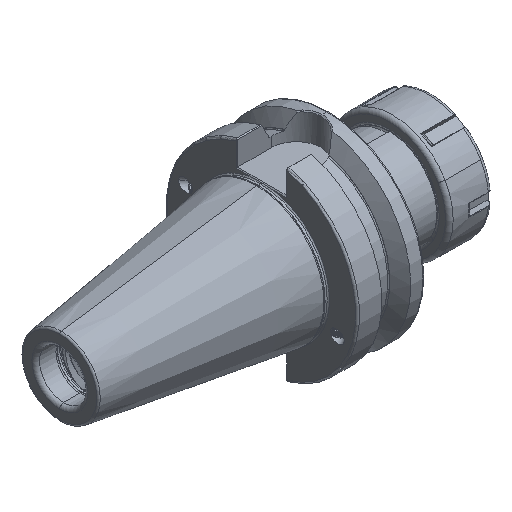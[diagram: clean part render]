
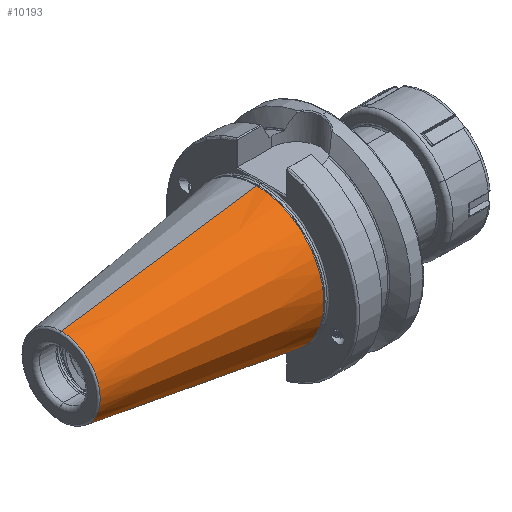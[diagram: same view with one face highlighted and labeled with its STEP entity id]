
A CAD part, isometric view. The second image highlights one B-rep face of the part: STEP entity #10193.
In plain terms, the highlighted conical face has half-angle 8.297 degrees and reference radius 34.998 mm.
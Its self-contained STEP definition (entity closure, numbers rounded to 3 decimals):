
#5719 = AXIS2_PLACEMENT_3D ( 'NONE', #9350, #9376, #9361 ) ;
#5889 = AXIS2_PLACEMENT_3D ( 'NONE', #6770, #6740, #6769 ) ;
#6740 = DIRECTION ( 'NONE',  ( 1., 0., 0. ) ) ;
#6769 = DIRECTION ( 'NONE',  ( 0., 0., -1. ) ) ;
#6770 = CARTESIAN_POINT ( 'NONE',  ( -2.5, 0., 0. ) ) ;
#8861 = DIRECTION ( 'NONE',  ( 0., 0., 1. ) ) ;
#8871 = CARTESIAN_POINT ( 'NONE',  ( -103.944, 0., 0. ) ) ;
#8872 = DIRECTION ( 'NONE',  ( -1., 0., 0. ) ) ;
#9350 = CARTESIAN_POINT ( 'NONE',  ( -2.5, 0., 0. ) ) ;
#9361 = DIRECTION ( 'NONE',  ( 0., 0., 1. ) ) ;
#9376 = DIRECTION ( 'NONE',  ( -1., 0., 0. ) ) ;
#10193 = ADVANCED_FACE ( 'NONE', ( #13347 ), #13385, .T. ) ;
#12223 = EDGE_CURVE ( 'NONE', #14547, #14470, #13532, .T. ) ;
#12332 = EDGE_CURVE ( 'NONE', #14557, #14479, #13680, .T. ) ;
#12505 = EDGE_CURVE ( 'NONE', #14479, #14470, #13803, .T. ) ;
#12576 = EDGE_CURVE ( 'NONE', #14557, #14547, #13865, .T. ) ;
#13347 = FACE_OUTER_BOUND ( 'NONE', #24375, .T. ) ;
#13385 = CONICAL_SURFACE ( 'NONE', #5889, 34.998, 0.145 ) ;
#13532 = LINE ( 'NONE', #15728, #13548 ) ;
#13548 = VECTOR ( 'NONE', #15743, 1000. ) ;
#13679 = VECTOR ( 'NONE', #15353, 1000. ) ;
#13680 = LINE ( 'NONE', #15358, #13679 ) ;
#13803 = CIRCLE ( 'NONE', #5719, 34.998 ) ;
#13865 = CIRCLE ( 'NONE', #16477, 20.204 ) ;
#14470 = VERTEX_POINT ( 'NONE', #16822 ) ;
#14479 = VERTEX_POINT ( 'NONE', #16799 ) ;
#14547 = VERTEX_POINT ( 'NONE', #16864 ) ;
#14557 = VERTEX_POINT ( 'NONE', #16846 ) ;
#15353 = DIRECTION ( 'NONE',  ( 0.99, 0., -0.144 ) ) ;
#15358 = CARTESIAN_POINT ( 'NONE',  ( -2.5, 0., -34.998 ) ) ;
#15728 = CARTESIAN_POINT ( 'NONE',  ( -2.5, 0., 34.998 ) ) ;
#15743 = DIRECTION ( 'NONE',  ( 0.99, 0., 0.144 ) ) ;
#16477 = AXIS2_PLACEMENT_3D ( 'NONE', #8871, #8872, #8861 ) ;
#16799 = CARTESIAN_POINT ( 'NONE',  ( -2.5, 0., -34.998 ) ) ;
#16822 = CARTESIAN_POINT ( 'NONE',  ( -2.5, 0., 34.998 ) ) ;
#16846 = CARTESIAN_POINT ( 'NONE',  ( -103.944, 0., -20.204 ) ) ;
#16864 = CARTESIAN_POINT ( 'NONE',  ( -103.944, 0., 20.204 ) ) ;
#21061 = ORIENTED_EDGE ( 'NONE', *, *, #12505, .T. ) ;
#21064 = ORIENTED_EDGE ( 'NONE', *, *, #12223, .F. ) ;
#21073 = ORIENTED_EDGE ( 'NONE', *, *, #12332, .T. ) ;
#21080 = ORIENTED_EDGE ( 'NONE', *, *, #12576, .F. ) ;
#24375 = EDGE_LOOP ( 'NONE', ( #21064, #21080, #21073, #21061 ) ) ;
